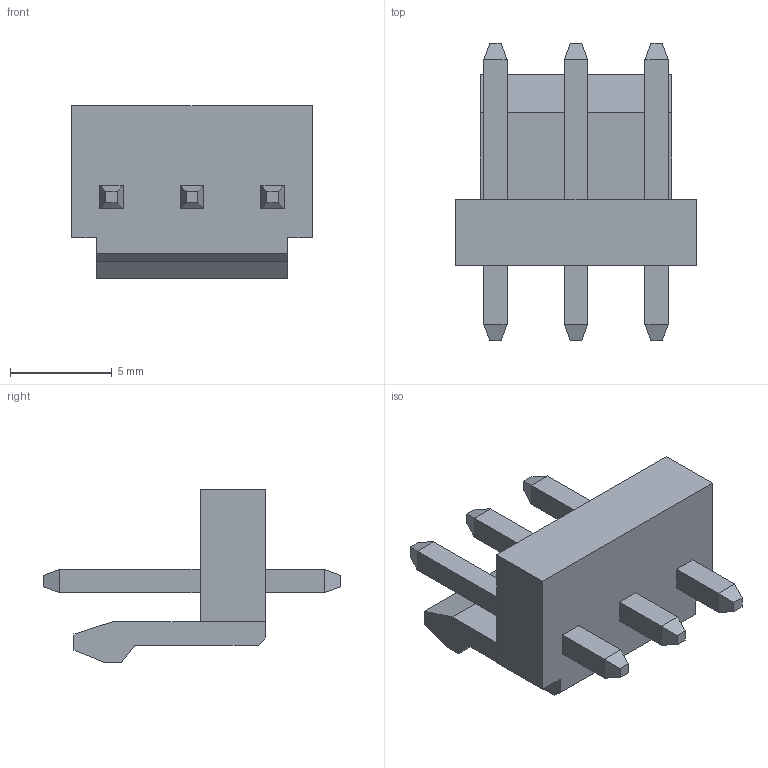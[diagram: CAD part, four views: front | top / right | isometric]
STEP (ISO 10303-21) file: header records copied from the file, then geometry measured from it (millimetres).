
FILE_DESCRIPTION (( 'STEP AP214' ), '1' );
FILE_NAME ('B3P-VH(LF)(SN).STEP', '2025-03-27T12:45:08', ( 'LENOVO' ), ( '' ), 'SwSTEP 2.0', 'SolidWorks 2021', '' );
FILE_SCHEMA (( 'AUTOMOTIVE_DESIGN' ));
Length unit declared in the file: millimetre
Products named in the file (2): B3P-VH(LF)(SN)_B3P-VH(LF)(SN); B3P-VH(LF)(SN)
Assembly tree (1 placements, depth 2):
  B3P-VH(LF)(SN)
    B3P-VH(LF)(SN)_B3P-VH(LF)(SN)
Bounding box: 11.82 x 14.6 x 8.5 mm (x, y, z)
Volume: 400.6 mm3; surface area: 667 mm2
Topology: 4 solids, 4 shells, 71 faces, 163 edges, 100 vertices
Faces by surface type: plane 71
Entity records: 2034 total; most frequent: CARTESIAN_POINT 338, ORIENTED_EDGE 326, DIRECTION 313, EDGE_CURVE 163, VECTOR 163, LINE 163, VERTEX_POINT 100, EDGE_LOOP 77
